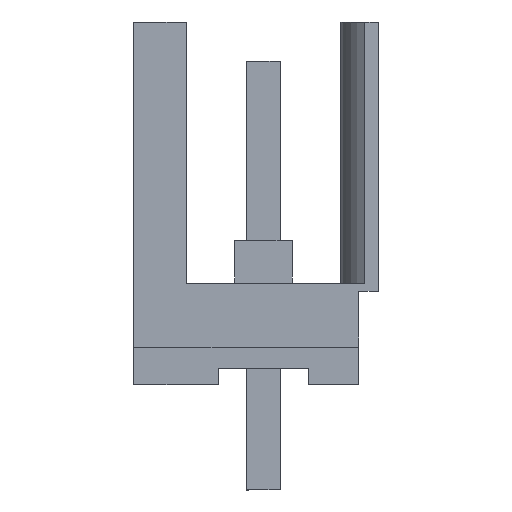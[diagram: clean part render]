
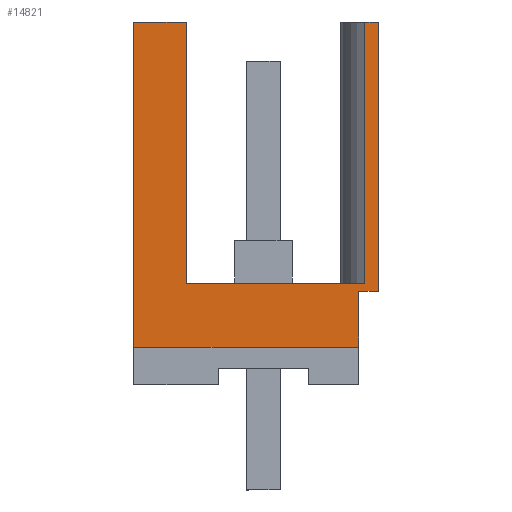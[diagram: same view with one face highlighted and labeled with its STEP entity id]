
A CAD part, left-side view. The second image highlights one B-rep face of the part: STEP entity #14821.
In plain terms, the highlighted planar face has unit normal (-1, 0, 0).
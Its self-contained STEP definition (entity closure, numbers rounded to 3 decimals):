
#14760=AXIS2_PLACEMENT_3D('Plane Axis2P3D',#14757,#14758,#14759) ;
#2483=CARTESIAN_POINT('Vertex',(0.,7.45,4.35)) ;
#2486=CARTESIAN_POINT('Line Origine',(0.,7.45,9.3)) ;
#2490=CARTESIAN_POINT('Vertex',(0.,7.45,14.25)) ;
#3106=CARTESIAN_POINT('Vertex',(0.,0.6,6.05)) ;
#3109=CARTESIAN_POINT('Line Origine',(0.,0.6,5.2)) ;
#3113=CARTESIAN_POINT('Vertex',(0.,0.6,4.35)) ;
#5160=CARTESIAN_POINT('Line Origine',(0.,4.025,4.35)) ;
#14757=CARTESIAN_POINT('Axis2P3D Location',(0.,0.8,6.3)) ;
#14762=CARTESIAN_POINT('Line Origine',(0.,0.3,6.05)) ;
#14766=CARTESIAN_POINT('Vertex',(0.,0.,6.05)) ;
#14769=CARTESIAN_POINT('Line Origine',(0.,0.,10.15)) ;
#14773=CARTESIAN_POINT('Vertex',(0.,0.,14.25)) ;
#14776=CARTESIAN_POINT('Line Origine',(0.,0.206,14.25)) ;
#14780=CARTESIAN_POINT('Vertex',(0.,0.411,14.25)) ;
#14783=CARTESIAN_POINT('Line Origine',(0.,0.411,10.275)) ;
#14787=CARTESIAN_POINT('Vertex',(0.,0.411,6.3)) ;
#14790=CARTESIAN_POINT('Line Origine',(0.,3.131,6.3)) ;
#14794=CARTESIAN_POINT('Vertex',(0.,5.85,6.3)) ;
#14797=CARTESIAN_POINT('Line Origine',(0.,5.85,10.275)) ;
#14801=CARTESIAN_POINT('Vertex',(0.,5.85,14.25)) ;
#14804=CARTESIAN_POINT('Line Origine',(0.,6.65,14.25)) ;
#2487=DIRECTION('Vector Direction',(0.,0.,-1.)) ;
#3110=DIRECTION('Vector Direction',(0.,0.,1.)) ;
#5161=DIRECTION('Vector Direction',(0.,1.,0.)) ;
#14758=DIRECTION('Axis2P3D Direction',(-1.,0.,0.)) ;
#14759=DIRECTION('Axis2P3D XDirection',(0.,-1.,0.)) ;
#14763=DIRECTION('Vector Direction',(0.,-1.,0.)) ;
#14770=DIRECTION('Vector Direction',(0.,0.,-1.)) ;
#14777=DIRECTION('Vector Direction',(0.,-1.,0.)) ;
#14784=DIRECTION('Vector Direction',(0.,0.,1.)) ;
#14791=DIRECTION('Vector Direction',(0.,-1.,0.)) ;
#14798=DIRECTION('Vector Direction',(0.,0.,1.)) ;
#14805=DIRECTION('Vector Direction',(0.,-1.,0.)) ;
#2488=VECTOR('Line Direction',#2487,1.) ;
#3111=VECTOR('Line Direction',#3110,1.) ;
#5162=VECTOR('Line Direction',#5161,1.) ;
#14764=VECTOR('Line Direction',#14763,1.) ;
#14771=VECTOR('Line Direction',#14770,1.) ;
#14778=VECTOR('Line Direction',#14777,1.) ;
#14785=VECTOR('Line Direction',#14784,1.) ;
#14792=VECTOR('Line Direction',#14791,1.) ;
#14799=VECTOR('Line Direction',#14798,1.) ;
#14806=VECTOR('Line Direction',#14805,1.) ;
#14810=ORIENTED_EDGE('',*,*,#3115,.T.) ;
#14811=ORIENTED_EDGE('',*,*,#14768,.T.) ;
#14812=ORIENTED_EDGE('',*,*,#14775,.F.) ;
#14813=ORIENTED_EDGE('',*,*,#14782,.F.) ;
#14814=ORIENTED_EDGE('',*,*,#14789,.F.) ;
#14815=ORIENTED_EDGE('',*,*,#14796,.F.) ;
#14816=ORIENTED_EDGE('',*,*,#14803,.T.) ;
#14817=ORIENTED_EDGE('',*,*,#14808,.F.) ;
#14818=ORIENTED_EDGE('',*,*,#2492,.T.) ;
#14819=ORIENTED_EDGE('',*,*,#5164,.F.) ;
#14821=ADVANCED_FACE('HOUSING',(#14820),#14761,.T.) ;
#2492=EDGE_CURVE('',#2491,#2484,#2489,.T.) ;
#3115=EDGE_CURVE('',#3114,#3107,#3112,.T.) ;
#5164=EDGE_CURVE('',#3114,#2484,#5163,.T.) ;
#14768=EDGE_CURVE('',#3107,#14767,#14765,.T.) ;
#14775=EDGE_CURVE('',#14774,#14767,#14772,.T.) ;
#14782=EDGE_CURVE('',#14781,#14774,#14779,.T.) ;
#14789=EDGE_CURVE('',#14788,#14781,#14786,.T.) ;
#14796=EDGE_CURVE('',#14795,#14788,#14793,.T.) ;
#14803=EDGE_CURVE('',#14795,#14802,#14800,.T.) ;
#14808=EDGE_CURVE('',#2491,#14802,#14807,.T.) ;
#14809=EDGE_LOOP('',(#14810,#14811,#14812,#14813,#14814,#14815,#14816,#14817,#14818,#14819)) ;
#14820=FACE_OUTER_BOUND('',#14809,.T.) ;
#2489=LINE('Line',#2486,#2488) ;
#3112=LINE('Line',#3109,#3111) ;
#5163=LINE('Line',#5160,#5162) ;
#14765=LINE('Line',#14762,#14764) ;
#14772=LINE('Line',#14769,#14771) ;
#14779=LINE('Line',#14776,#14778) ;
#14786=LINE('Line',#14783,#14785) ;
#14793=LINE('Line',#14790,#14792) ;
#14800=LINE('Line',#14797,#14799) ;
#14807=LINE('Line',#14804,#14806) ;
#14761=PLANE('',#14760) ;
#2484=VERTEX_POINT('',#2483) ;
#2491=VERTEX_POINT('',#2490) ;
#3107=VERTEX_POINT('',#3106) ;
#3114=VERTEX_POINT('',#3113) ;
#14767=VERTEX_POINT('',#14766) ;
#14774=VERTEX_POINT('',#14773) ;
#14781=VERTEX_POINT('',#14780) ;
#14788=VERTEX_POINT('',#14787) ;
#14795=VERTEX_POINT('',#14794) ;
#14802=VERTEX_POINT('',#14801) ;
